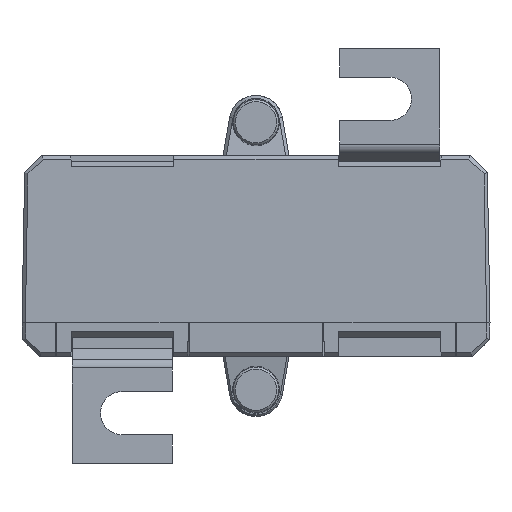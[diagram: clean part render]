
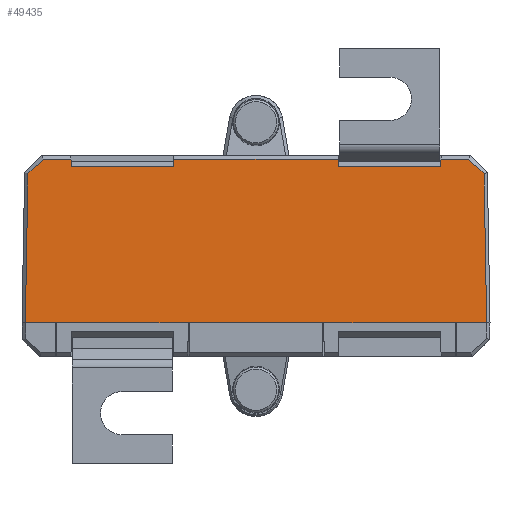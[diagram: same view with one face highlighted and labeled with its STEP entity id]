
A CAD part, front view. The second image highlights one B-rep face of the part: STEP entity #49435.
In plain terms, the highlighted planar face has unit normal (0, -1, 0.018).
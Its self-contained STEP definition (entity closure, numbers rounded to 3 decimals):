
#303 = CARTESIAN_POINT ( 'NONE',  ( -29.854, -37., 0. ) ) ;
#4224 = PLANE ( 'NONE',  #65157 ) ;
#4227 = CARTESIAN_POINT ( 'NONE',  ( 35., -37., 0. ) ) ;
#4233 = DIRECTION ( 'NONE',  ( 0., -1., 0.017 ) ) ;
#4234 = DIRECTION ( 'NONE',  ( 0., -0.017, -1. ) ) ;
#8824 = EDGE_CURVE ( 'NONE', #52297, #52295, #63365, .T. ) ;
#8841 = EDGE_CURVE ( 'NONE', #52300, #52297, #63379, .T. ) ;
#8848 = EDGE_CURVE ( 'NONE', #52304, #52300, #63383, .T. ) ;
#8853 = EDGE_CURVE ( 'NONE', #52307, #52305, #63394, .T. ) ;
#8860 = EDGE_CURVE ( 'NONE', #11130, #11100, #63432, .T. ) ;
#8867 = EDGE_CURVE ( 'NONE', #52313, #52312, #63443, .T. ) ;
#8878 = EDGE_CURVE ( 'NONE', #52314, #52313, #63430, .T. ) ;
#8886 = EDGE_CURVE ( 'NONE', #52318, #52314, #63474, .T. ) ;
#8888 = EDGE_CURVE ( 'NONE', #11192, #11332, #63478, .T. ) ;
#8895 = EDGE_CURVE ( 'NONE', #52321, #52319, #63490, .T. ) ;
#8905 = EDGE_CURVE ( 'NONE', #52325, #52323, #63506, .T. ) ;
#11100 = VERTEX_POINT ( 'NONE', #66929 ) ;
#11130 = VERTEX_POINT ( 'NONE', #66959 ) ;
#11192 = VERTEX_POINT ( 'NONE', #67021 ) ;
#11332 = VERTEX_POINT ( 'NONE', #303 ) ;
#16117 = CARTESIAN_POINT ( 'NONE',  ( 27.672, -36.572, 24.5 ) ) ;
#16119 = CARTESIAN_POINT ( 'NONE',  ( 31.808, -36.572, 24.5 ) ) ;
#16122 = CARTESIAN_POINT ( 'NONE',  ( 34.111, -36.611, 22.276 ) ) ;
#16126 = CARTESIAN_POINT ( 'NONE',  ( 34.5, -37., 0. ) ) ;
#16127 = CARTESIAN_POINT ( 'NONE',  ( -12.328, -36.572, 24.5 ) ) ;
#16129 = CARTESIAN_POINT ( 'NONE',  ( 12.328, -36.572, 24.5 ) ) ;
#16134 = CARTESIAN_POINT ( 'NONE',  ( -34.5, -37., 0. ) ) ;
#16135 = CARTESIAN_POINT ( 'NONE',  ( -34.111, -36.611, 22.276 ) ) ;
#16136 = CARTESIAN_POINT ( 'NONE',  ( -31.808, -36.572, 24.5 ) ) ;
#16140 = CARTESIAN_POINT ( 'NONE',  ( -27.672, -36.572, 24.5 ) ) ;
#16141 = CARTESIAN_POINT ( 'NONE',  ( 12.338, -36.593, 23.325 ) ) ;
#16143 = CARTESIAN_POINT ( 'NONE',  ( 27.662, -36.593, 23.325 ) ) ;
#16145 = CARTESIAN_POINT ( 'NONE',  ( -27.662, -36.593, 23.325 ) ) ;
#16147 = CARTESIAN_POINT ( 'NONE',  ( -12.338, -36.593, 23.325 ) ) ;
#21132 = LINE ( 'NONE', #29768, #21133 ) ;
#21133 = VECTOR ( 'NONE', #29770, 1000. ) ;
#21139 = LINE ( 'NONE', #29823, #21162 ) ;
#21162 = VECTOR ( 'NONE', #29836, 1000. ) ;
#21180 = LINE ( 'NONE', #29874, #21181 ) ;
#21181 = VECTOR ( 'NONE', #29876, 1000. ) ;
#21184 = LINE ( 'NONE', #29883, #21185 ) ;
#21185 = VECTOR ( 'NONE', #29885, 1000. ) ;
#21209 = LINE ( 'NONE', #29989, #21217 ) ;
#21217 = VECTOR ( 'NONE', #29991, 1000. ) ;
#21230 = LINE ( 'NONE', #30000, #21231 ) ;
#21231 = VECTOR ( 'NONE', #30002, 1000. ) ;
#21232 = LINE ( 'NONE', #30005, #21233 ) ;
#21233 = VECTOR ( 'NONE', #30007, 1000. ) ;
#24862 = ORIENTED_EDGE ( 'NONE', *, *, #8886, .T. ) ;
#24863 = ORIENTED_EDGE ( 'NONE', *, *, #54647, .T. ) ;
#24865 = ORIENTED_EDGE ( 'NONE', *, *, #8905, .T. ) ;
#24866 = ORIENTED_EDGE ( 'NONE', *, *, #54645, .T. ) ;
#24867 = ORIENTED_EDGE ( 'NONE', *, *, #54621, .T. ) ;
#24868 = ORIENTED_EDGE ( 'NONE', *, *, #8895, .T. ) ;
#24869 = ORIENTED_EDGE ( 'NONE', *, *, #8853, .T. ) ;
#24870 = ORIENTED_EDGE ( 'NONE', *, *, #54636, .T. ) ;
#24871 = ORIENTED_EDGE ( 'NONE', *, *, #8841, .T. ) ;
#24872 = ORIENTED_EDGE ( 'NONE', *, *, #8848, .T. ) ;
#24873 = ORIENTED_EDGE ( 'NONE', *, *, #8824, .T. ) ;
#24874 = ORIENTED_EDGE ( 'NONE', *, *, #54672, .T. ) ;
#24875 = ORIENTED_EDGE ( 'NONE', *, *, #8860, .F. ) ;
#24876 = ORIENTED_EDGE ( 'NONE', *, *, #54669, .T. ) ;
#24877 = ORIENTED_EDGE ( 'NONE', *, *, #8888, .F. ) ;
#24878 = ORIENTED_EDGE ( 'NONE', *, *, #8867, .T. ) ;
#24879 = ORIENTED_EDGE ( 'NONE', *, *, #8878, .T. ) ;
#24880 = ORIENTED_EDGE ( 'NONE', *, *, #54673, .T. ) ;
#29768 = CARTESIAN_POINT ( 'NONE',  ( 12.543, -37.003, -0.196 ) ) ;
#29770 = DIRECTION ( 'NONE',  ( -0.009, 0.017, 1. ) ) ;
#29823 = CARTESIAN_POINT ( 'NONE',  ( 27.459, -36.999, 0.066 ) ) ;
#29836 = DIRECTION ( 'NONE',  ( -0.009, -0.017, -1. ) ) ;
#29874 = CARTESIAN_POINT ( 'NONE',  ( -12.538, -36.993, 0.415 ) ) ;
#29876 = DIRECTION ( 'NONE',  ( -0.009, -0.017, -1. ) ) ;
#29883 = CARTESIAN_POINT ( 'NONE',  ( -27.454, -37.01, -0.545 ) ) ;
#29885 = DIRECTION ( 'NONE',  ( -0.009, 0.017, 1. ) ) ;
#29989 = CARTESIAN_POINT ( 'NONE',  ( 35., -37., 0. ) ) ;
#29991 = DIRECTION ( 'NONE',  ( 1., 0., 0. ) ) ;
#30000 = CARTESIAN_POINT ( 'NONE',  ( 35., -37., 0. ) ) ;
#30002 = DIRECTION ( 'NONE',  ( 1., 0., 0. ) ) ;
#30005 = CARTESIAN_POINT ( 'NONE',  ( 35., -37., 0. ) ) ;
#30007 = DIRECTION ( 'NONE',  ( 1., 0., 0. ) ) ;
#41876 = FACE_OUTER_BOUND ( 'NONE', #59478, .T. ) ;
#49435 = ADVANCED_FACE ( 'NONE', ( #41876 ), #4224, .T. ) ;
#52295 = VERTEX_POINT ( 'NONE', #16117 ) ;
#52297 = VERTEX_POINT ( 'NONE', #16119 ) ;
#52300 = VERTEX_POINT ( 'NONE', #16122 ) ;
#52304 = VERTEX_POINT ( 'NONE', #16126 ) ;
#52305 = VERTEX_POINT ( 'NONE', #16127 ) ;
#52307 = VERTEX_POINT ( 'NONE', #16129 ) ;
#52312 = VERTEX_POINT ( 'NONE', #16134 ) ;
#52313 = VERTEX_POINT ( 'NONE', #16135 ) ;
#52314 = VERTEX_POINT ( 'NONE', #16136 ) ;
#52318 = VERTEX_POINT ( 'NONE', #16140 ) ;
#52319 = VERTEX_POINT ( 'NONE', #16141 ) ;
#52321 = VERTEX_POINT ( 'NONE', #16143 ) ;
#52323 = VERTEX_POINT ( 'NONE', #16145 ) ;
#52325 = VERTEX_POINT ( 'NONE', #16147 ) ;
#54621 = EDGE_CURVE ( 'NONE', #52319, #52307, #21132, .T. ) ;
#54636 = EDGE_CURVE ( 'NONE', #52295, #52321, #21139, .T. ) ;
#54645 = EDGE_CURVE ( 'NONE', #52305, #52325, #21180, .T. ) ;
#54647 = EDGE_CURVE ( 'NONE', #52323, #52318, #21184, .T. ) ;
#54669 = EDGE_CURVE ( 'NONE', #11192, #11100, #21209, .T. ) ;
#54672 = EDGE_CURVE ( 'NONE', #11130, #52304, #21230, .T. ) ;
#54673 = EDGE_CURVE ( 'NONE', #52312, #11332, #21232, .T. ) ;
#59478 = EDGE_LOOP ( 'NONE', ( #24879, #24878, #24880, #24877, #24876, #24875, #24874, #24872, #24871, #24873, #24870, #24868, #24867, #24869, #24866, #24865, #24863, #24862 ) ) ;
#63365 = LINE ( 'NONE', #65972, #63373 ) ;
#63373 = VECTOR ( 'NONE', #65986, 1000. ) ;
#63379 = LINE ( 'NONE', #65995, #63401 ) ;
#63383 = LINE ( 'NONE', #65999, #63412 ) ;
#63394 = LINE ( 'NONE', #66005, #63420 ) ;
#63401 = VECTOR ( 'NONE', #66000, 1000. ) ;
#63412 = VECTOR ( 'NONE', #66006, 1000. ) ;
#63420 = VECTOR ( 'NONE', #66010, 1000. ) ;
#63430 = LINE ( 'NONE', #66025, #63462 ) ;
#63432 = LINE ( 'NONE', #66015, #63433 ) ;
#63433 = VECTOR ( 'NONE', #66016, 1000. ) ;
#63443 = LINE ( 'NONE', #66021, #63445 ) ;
#63445 = VECTOR ( 'NONE', #66022, 1000. ) ;
#63462 = VECTOR ( 'NONE', #66032, 1000. ) ;
#63474 = LINE ( 'NONE', #66037, #63476 ) ;
#63476 = VECTOR ( 'NONE', #66038, 1000. ) ;
#63478 = LINE ( 'NONE', #66039, #63480 ) ;
#63480 = VECTOR ( 'NONE', #66040, 1000. ) ;
#63490 = LINE ( 'NONE', #66045, #63492 ) ;
#63492 = VECTOR ( 'NONE', #66046, 1000. ) ;
#63506 = LINE ( 'NONE', #66053, #63507 ) ;
#63507 = VECTOR ( 'NONE', #66054, 1000. ) ;
#65157 = AXIS2_PLACEMENT_3D ( 'NONE', #4227, #4233, #4234 ) ;
#65972 = CARTESIAN_POINT ( 'NONE',  ( 27.677, -36.572, 24.5 ) ) ;
#65986 = DIRECTION ( 'NONE',  ( -1., 0., 0. ) ) ;
#65995 = CARTESIAN_POINT ( 'NONE',  ( 31.667, -36.57, 24.636 ) ) ;
#65999 = CARTESIAN_POINT ( 'NONE',  ( 34.5, -37., -0.009 ) ) ;
#66000 = DIRECTION ( 'NONE',  ( -0.719, 0.012, 0.695 ) ) ;
#66005 = CARTESIAN_POINT ( 'NONE',  ( -12.323, -36.572, 24.5 ) ) ;
#66006 = DIRECTION ( 'NONE',  ( -0.017, 0.017, 1. ) ) ;
#66010 = DIRECTION ( 'NONE',  ( -1., 0., 0. ) ) ;
#66015 = CARTESIAN_POINT ( 'NONE',  ( 30.05, -37., 0. ) ) ;
#66016 = DIRECTION ( 'NONE',  ( -1., 0., 0. ) ) ;
#66021 = CARTESIAN_POINT ( 'NONE',  ( -34.479, -36.979, 1.212 ) ) ;
#66022 = DIRECTION ( 'NONE',  ( -0.017, -0.017, -1. ) ) ;
#66025 = CARTESIAN_POINT ( 'NONE',  ( -34.255, -36.614, 22.136 ) ) ;
#66032 = DIRECTION ( 'NONE',  ( -0.719, -0.012, -0.695 ) ) ;
#66037 = CARTESIAN_POINT ( 'NONE',  ( -32.019, -36.572, 24.5 ) ) ;
#66038 = DIRECTION ( 'NONE',  ( -1., 0., 0. ) ) ;
#66039 = CARTESIAN_POINT ( 'NONE',  ( -35., -37., 0. ) ) ;
#66040 = DIRECTION ( 'NONE',  ( -1., 0., 0. ) ) ;
#66045 = CARTESIAN_POINT ( 'NONE',  ( 12.45, -36.593, 23.325 ) ) ;
#66046 = DIRECTION ( 'NONE',  ( -1., 0., 0. ) ) ;
#66053 = CARTESIAN_POINT ( 'NONE',  ( -27.55, -36.593, 23.325 ) ) ;
#66054 = DIRECTION ( 'NONE',  ( -1., 0., 0. ) ) ;
#66929 = CARTESIAN_POINT ( 'NONE',  ( 10.146, -37., 0. ) ) ;
#66959 = CARTESIAN_POINT ( 'NONE',  ( 29.854, -37., 0. ) ) ;
#67021 = CARTESIAN_POINT ( 'NONE',  ( -10.146, -37., 0. ) ) ;
